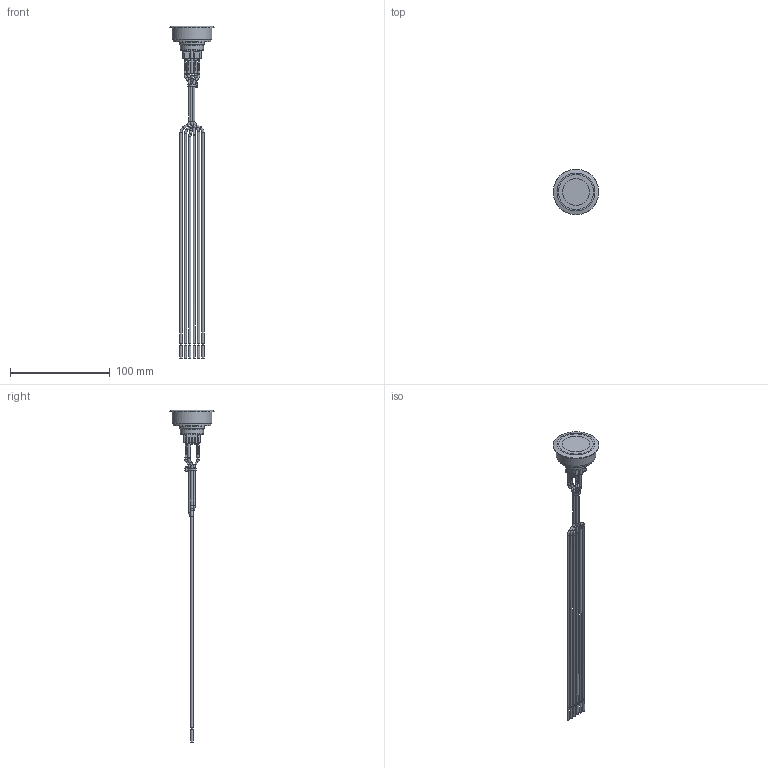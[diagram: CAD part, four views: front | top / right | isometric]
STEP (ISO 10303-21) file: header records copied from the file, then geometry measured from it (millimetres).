
FILE_DESCRIPTION(/* description */ (''),/* implementation_level */ '2;1');
FILE_NAME(/* name */ 'PV10FWY0SS-3xx.stp',/* time_stamp */ '2025-05-28T13:16:32-05:00',/* author */ ('mroman'),/* organization */ (''),/* preprocessor_version */ 'ST-DEVELOPER v18.1',/* originating_system */ 'Autodesk Inventor 2022',/* authorisation */ '');
FILE_SCHEMA (('AUTOMOTIVE_DESIGN { 1 0 10303 214 3 1 1 }'));
Length unit declared in the file: centimetre
Products named in the file (1): PV10FWY0SS-3xx
Bounding box: 46 x 46 x 333 mm (x, y, z)
Volume: 31733.6 mm3; surface area: 22174.4 mm2
Topology: 1 solids, 4 shells, 601 faces, 1565 edges, 970 vertices
Faces by surface type: plane 338, cylinder 169, torus 70, cone 12, sphere 8, bspline 4
Full cylindrical faces by diameter (mm): 1.1 x6, 1.75 x1, 2.2 x31, 2.4 x6, 23.2 x1, 25 x1, 35.2 x1, 38 x1, 39.9 x1, 46 x1
Entity records: 18908 total; most frequent: CARTESIAN_POINT 3737, DIRECTION 3264, ORIENTED_EDGE 3134, EDGE_CURVE 1567, AXIS2_PLACEMENT_3D 1141, LINE 982, VECTOR 982, VERTEX_POINT 970
